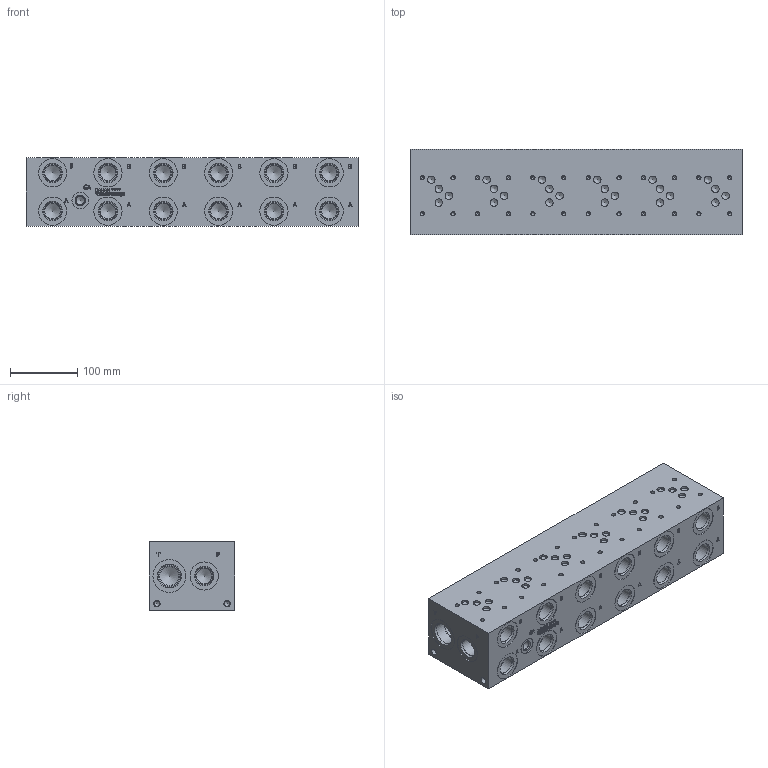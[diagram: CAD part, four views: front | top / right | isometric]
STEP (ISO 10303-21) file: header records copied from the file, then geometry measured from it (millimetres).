
FILE_DESCRIPTION(/* description */ (''),/* implementation_level */ '2;1');
FILE_NAME(/* name */ '_D05HP063S_S.stp',/* time_stamp */ '2020-04-16T08:53:42-04:00',/* author */ ('alexanderw'),/* organization */ (''),/* preprocessor_version */ 'ST-DEVELOPER v17',/* originating_system */ 'Autodesk Inventor 2019',/* authorisation */ '');
FILE_SCHEMA (('AUTOMOTIVE_DESIGN { 1 0 10303 214 3 1 1 }'));
Length unit declared in the file: millimetre
Products named in the file (1): Part_AD05HP063S~S_3D
Bounding box: 495.3 x 127 x 101.6 mm (x, y, z)
Volume: 6012922.1 mm3; surface area: 318033.4 mm2
Topology: 1 solids, 1 shells, 1055 faces, 2879 edges, 1960 vertices
Faces by surface type: plane 512, bspline 245, cylinder 173, cone 125
Full cylindrical faces by diameter (mm): 5.105 x24, 6.35 x24, 7.925 x4, 9.525 x4, 11.113 x2, 11.125 x22, 12.294 x1, 12.9 x1, 14.275 x1, 14.529 x1, 17.475 x1, 22.225 x1, 23.012 x14, 23.698 x1, 24.917 x14, 25.019 x1, 25.4 x1, 26.187 x1, 26.99 x2, 27 x12, 27.381 x1, 27.432 x14, 28.575 x2, 31.267 x2, 33.325 x1, 33.34 x1, 33.35 x1, 33.757 x2, 35.509 x1, 42.037 x14
Entity records: 35253 total; most frequent: CARTESIAN_POINT 9010, ORIENTED_EDGE 5618, DIRECTION 4589, EDGE_CURVE 2809, VERTEX_POINT 1960, LINE 1671, VECTOR 1671, AXIS2_PLACEMENT_3D 1459
